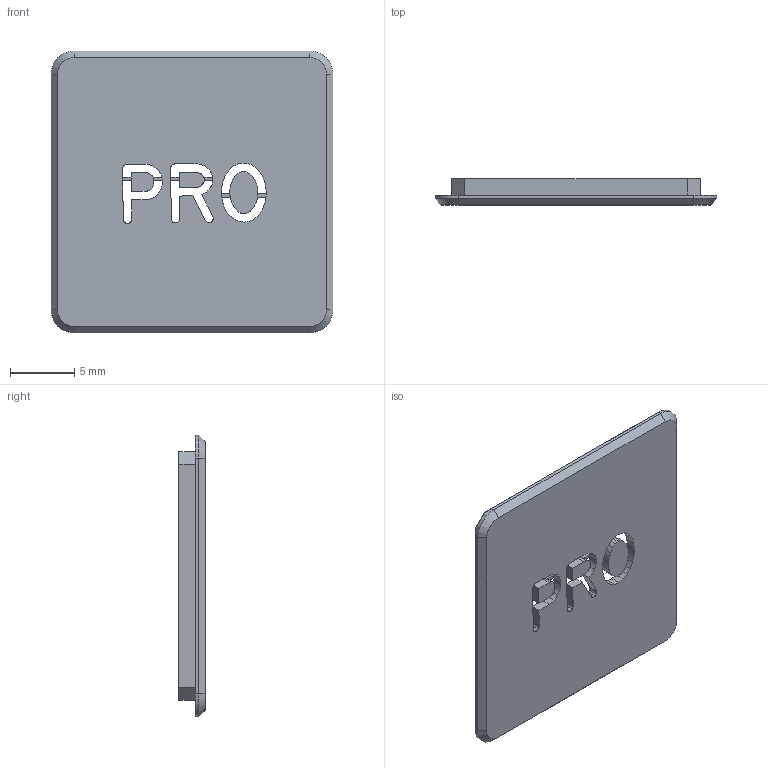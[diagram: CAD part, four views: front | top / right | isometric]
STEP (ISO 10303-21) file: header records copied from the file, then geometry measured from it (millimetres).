
FILE_DESCRIPTION(/* description */ (''),/* implementation_level */ '2;1');
FILE_NAME(/* name */ 'KeyProceed.step',/* time_stamp */ '2022-06-30T09:40:12-06:00',/* author */ (''),/* organization */ (''),/* preprocessor_version */ 'ST-DEVELOPER v19',/* originating_system */ 'Autodesk Translation Framework v11.7.0.108',/* authorisation */ '');
FILE_SCHEMA (('AUTOMOTIVE_DESIGN { 1 0 10303 214 3 1 1 }'));
Length unit declared in the file: inch
Products named in the file (1): (Unsaved)
Bounding box: 21.84 x 2.03 x 21.84 mm (x, y, z)
Volume: 646.1 mm3; surface area: 1159.1 mm2
Topology: 1 solids, 1 shells, 166 faces, 475 edges, 306 vertices
Faces by surface type: bspline 93, plane 65, cylinder 4, cone 4
Entity records: 6280 total; most frequent: CARTESIAN_POINT 2577, ORIENTED_EDGE 950, EDGE_CURVE 475, DIRECTION 433, VERTEX_POINT 306, LINE 261, VECTOR 261, B_SPLINE_CURVE_WITH_KNOTS 202
